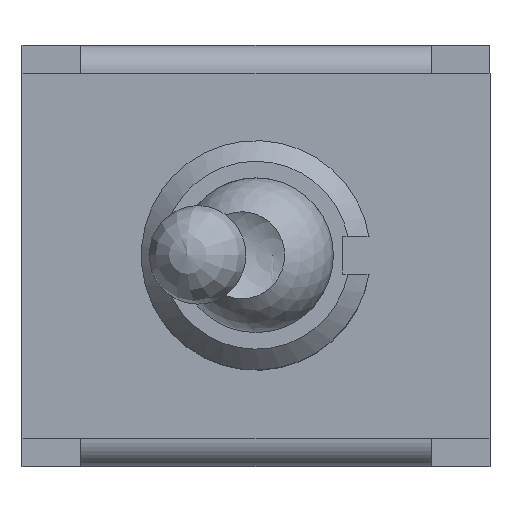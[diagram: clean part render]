
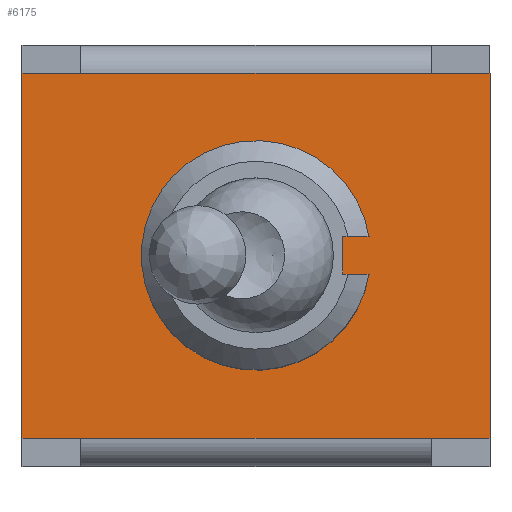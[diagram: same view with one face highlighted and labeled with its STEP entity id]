
A CAD part, top view. The second image highlights one B-rep face of the part: STEP entity #6175.
In plain terms, the highlighted planar face has unit normal (0, 0, 1).
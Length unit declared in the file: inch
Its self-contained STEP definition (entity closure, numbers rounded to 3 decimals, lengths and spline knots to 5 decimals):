
#18=FACE_BOUND('',#2364,.T.);
#250=PLANE('',#6606);
#576=LINE('',#9214,#1311);
#577=LINE('',#9222,#1312);
#592=LINE('',#9255,#1327);
#595=LINE('',#9259,#1330);
#597=LINE('',#9262,#1332);
#600=LINE('',#9268,#1335);
#602=LINE('',#9271,#1337);
#603=LINE('',#9273,#1338);
#694=LINE('',#9478,#1429);
#695=LINE('',#9480,#1430);
#696=LINE('',#9482,#1431);
#1311=VECTOR('',#7316,0.3937);
#1312=VECTOR('',#7325,0.3937);
#1327=VECTOR('',#7348,0.3937);
#1330=VECTOR('',#7353,0.3937);
#1332=VECTOR('',#7357,0.3937);
#1335=VECTOR('',#7362,0.3937);
#1337=VECTOR('',#7366,0.3937);
#1338=VECTOR('',#7369,0.3937);
#1429=VECTOR('',#7580,0.3937);
#1430=VECTOR('',#7581,0.3937);
#1431=VECTOR('',#7582,0.3937);
#2001=FACE_OUTER_BOUND('',#2363,.T.);
#2363=EDGE_LOOP('',(#4817,#4818,#4819,#4820,#4821,#4822,#4823,#4824));
#2364=EDGE_LOOP('',(#4825,#4826,#4827,#4828));
#2656=CIRCLE('',#6607,0.12244);
#2893=VERTEX_POINT('',#9210);
#2894=VERTEX_POINT('',#9212);
#2896=VERTEX_POINT('',#9219);
#2897=VERTEX_POINT('',#9221);
#2910=VERTEX_POINT('',#9253);
#2911=VERTEX_POINT('',#9254);
#2912=VERTEX_POINT('',#9264);
#2913=VERTEX_POINT('',#9266);
#2966=VERTEX_POINT('',#9476);
#2967=VERTEX_POINT('',#9477);
#2968=VERTEX_POINT('',#9479);
#2969=VERTEX_POINT('',#9481);
#3515=EDGE_CURVE('',#2893,#2894,#576,.T.);
#3518=EDGE_CURVE('',#2896,#2897,#577,.T.);
#3534=EDGE_CURVE('',#2910,#2911,#592,.T.);
#3537=EDGE_CURVE('',#2894,#2910,#595,.T.);
#3539=EDGE_CURVE('',#2897,#2911,#597,.T.);
#3542=EDGE_CURVE('',#2912,#2913,#600,.T.);
#3544=EDGE_CURVE('',#2893,#2913,#602,.T.);
#3545=EDGE_CURVE('',#2896,#2912,#603,.T.);
#3644=EDGE_CURVE('',#2966,#2967,#694,.T.);
#3645=EDGE_CURVE('',#2967,#2968,#695,.T.);
#3646=EDGE_CURVE('',#2968,#2969,#696,.T.);
#3647=EDGE_CURVE('',#2969,#2966,#2656,.T.);
#4817=ORIENTED_EDGE('',*,*,#3515,.T.);
#4818=ORIENTED_EDGE('',*,*,#3537,.T.);
#4819=ORIENTED_EDGE('',*,*,#3534,.T.);
#4820=ORIENTED_EDGE('',*,*,#3539,.F.);
#4821=ORIENTED_EDGE('',*,*,#3518,.F.);
#4822=ORIENTED_EDGE('',*,*,#3545,.T.);
#4823=ORIENTED_EDGE('',*,*,#3542,.T.);
#4824=ORIENTED_EDGE('',*,*,#3544,.F.);
#4825=ORIENTED_EDGE('',*,*,#3644,.T.);
#4826=ORIENTED_EDGE('',*,*,#3645,.T.);
#4827=ORIENTED_EDGE('',*,*,#3646,.T.);
#4828=ORIENTED_EDGE('',*,*,#3647,.T.);
#6175=ADVANCED_FACE('',(#2001,#18),#250,.T.);
#6606=AXIS2_PLACEMENT_3D('',#9475,#7578,#7579);
#6607=AXIS2_PLACEMENT_3D('',#9483,#7583,#7584);
#7316=DIRECTION('',(1.,0.,0.));
#7325=DIRECTION('',(1.,0.,0.));
#7348=DIRECTION('',(0.,1.,0.));
#7353=DIRECTION('',(1.,0.,0.));
#7357=DIRECTION('',(1.,0.,0.));
#7362=DIRECTION('',(0.,-1.,0.));
#7366=DIRECTION('',(-1.,0.,0.));
#7369=DIRECTION('',(-1.,0.,0.));
#7578=DIRECTION('center_axis',(0.,0.,
1.));
#7579=DIRECTION('ref_axis',(1.,0.,0.));
#7580=DIRECTION('',(-1.,0.,0.));
#7581=DIRECTION('',(0.,-1.,0.));
#7582=DIRECTION('',(1.,0.,0.));
#7583=DIRECTION('center_axis',(0.,0.,
-1.));
#7584=DIRECTION('ref_axis',(0.986,0.164,0.));
#9210=CARTESIAN_POINT('',(-0.18701,-0.19508,0.35));
#9212=CARTESIAN_POINT('',(0.18701,-0.19508,0.35));
#9214=CARTESIAN_POINT('',(0.,-0.19508,0.35));
#9219=CARTESIAN_POINT('',(-0.18701,0.19508,0.35));
#9221=CARTESIAN_POINT('',(0.18701,0.19508,0.35));
#9222=CARTESIAN_POINT('',(0.,0.19508,0.35));
#9253=CARTESIAN_POINT('',(0.25,-0.19508,0.35));
#9254=CARTESIAN_POINT('',(0.25,0.19508,0.35));
#9255=CARTESIAN_POINT('',(0.25,-0.19508,0.35));
#9259=CARTESIAN_POINT('',(0.18701,-0.19508,0.35));
#9262=CARTESIAN_POINT('',(0.18701,0.19508,0.35));
#9264=CARTESIAN_POINT('',(-0.25,0.19508,0.35));
#9266=CARTESIAN_POINT('',(-0.25,-0.19508,0.35));
#9268=CARTESIAN_POINT('',(-0.25,-0.19508,0.35));
#9271=CARTESIAN_POINT('',(-0.18701,-0.19508,0.35));
#9273=CARTESIAN_POINT('',(-0.18701,0.19508,0.35));
#9475=CARTESIAN_POINT('Origin',(0.,0.19508,
0.35));
#9476=CARTESIAN_POINT('',(0.12078,0.02008,0.35));
#9477=CARTESIAN_POINT('',(0.09283,0.02008,0.35));
#9478=CARTESIAN_POINT('',(0.06039,0.02008,0.35));
#9479=CARTESIAN_POINT('',(0.09283,-0.02008,0.35));
#9480=CARTESIAN_POINT('',(0.09283,0.10758,0.35));
#9481=CARTESIAN_POINT('',(0.12078,-0.02008,0.35));
#9482=CARTESIAN_POINT('',(0.04642,-0.02008,0.35));
#9483=CARTESIAN_POINT('Origin',(0.,0.,
0.35));
